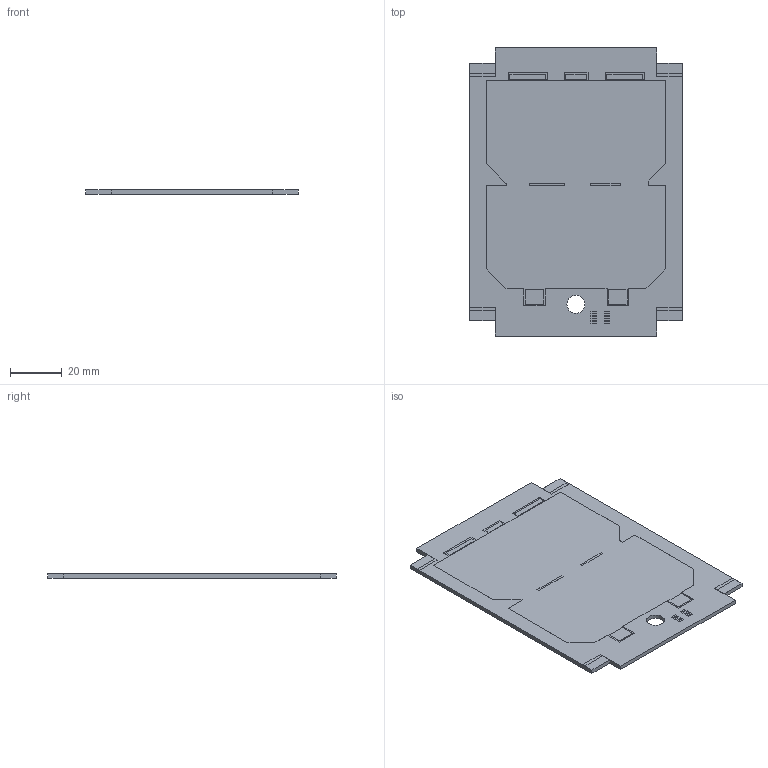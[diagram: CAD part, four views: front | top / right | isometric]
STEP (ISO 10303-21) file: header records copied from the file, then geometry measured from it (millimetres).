
FILE_DESCRIPTION((''),'2;1');
FILE_NAME('p100u-p-cs.stp','2012-06-28T12:08:34',('karl'),(''),'Autodesk Inventor 2011','Autodesk Inventor 2011','');
FILE_SCHEMA(('AUTOMOTIVE_DESIGN { 1 0 10303 214 1 1 1 1 }'));
Length unit declared in the file: millimetre
Products named in the file (2): 1U Side Solar Panel Assembly - Pumpkin Compatible; sp-l-s1u-0025-cs-mgt reva
Assembly tree (1 placements, depth 2):
  1U Side Solar Panel Assembly - Pumpkin Compatible
    sp-l-s1u-0025-cs-mgt reva
Bounding box: 81.73 x 110.99 x 1.62 mm (x, y, z)
Volume: 14024.3 mm3; surface area: 18555.8 mm2
Topology: 5 solids, 5 shells, 207 faces, 510 edges, 340 vertices
Faces by surface type: plane 206, cylinder 1
Full cylindrical faces by diameter (mm): 6.921 x1
Entity records: 6045 total; most frequent: CARTESIAN_POINT 1059, ORIENTED_EDGE 1018, DIRECTION 931, EDGE_CURVE 509, VECTOR 507, LINE 507, VERTEX_POINT 340, EDGE_LOOP 237
